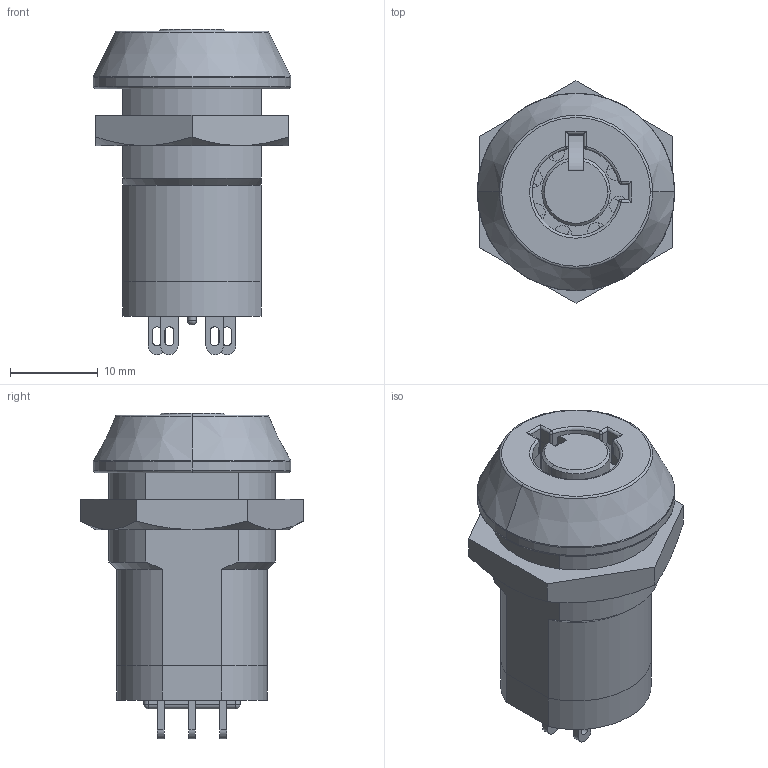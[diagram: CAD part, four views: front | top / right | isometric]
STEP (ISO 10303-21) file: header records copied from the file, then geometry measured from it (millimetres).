
FILE_DESCRIPTION (( 'STEP AP203' ), '1' );
FILE_NAME ('S-20-90-BC-2.STEP', '2018-11-22T00:48:28', ( '' ), ( '' ), 'SwSTEP 2.0', 'SolidWorks 2014', '' );
FILE_SCHEMA (( 'CONFIG_CONTROL_DESIGN' ));
Length unit declared in the file: millimetre
Products named in the file (6): S-20_スリーブ; S-20_キャップ_S-20-90-BC; S-20-90-BC-2; S-20_スリーブケース_S-20-90-BC-2; S-20_六角ナット; S-20_シャフト
Assembly tree (5 placements, depth 2):
  S-20-90-BC-2
    S-20_スリーブケース_S-20-90-BC-2
    S-20_シャフト
    S-20_キャップ_S-20-90-BC
    S-20_六角ナット
    S-20_スリーブ
Bounding box: 22.6 x 25.4 x 37.2 mm (x, y, z)
Volume: 6406 mm3; surface area: 8171.1 mm2
Topology: 6 solids, 6 shells, 288 faces, 710 edges, 450 vertices
Faces by surface type: plane 116, cylinder 114, cone 44, torus 8, sphere 6
Entity records: 9248 total; most frequent: CARTESIAN_POINT 1568, DIRECTION 1562, ORIENTED_EDGE 1408, EDGE_CURVE 704, AXIS2_PLACEMENT_3D 590, VERTEX_POINT 448, LINE 382, VECTOR 382
